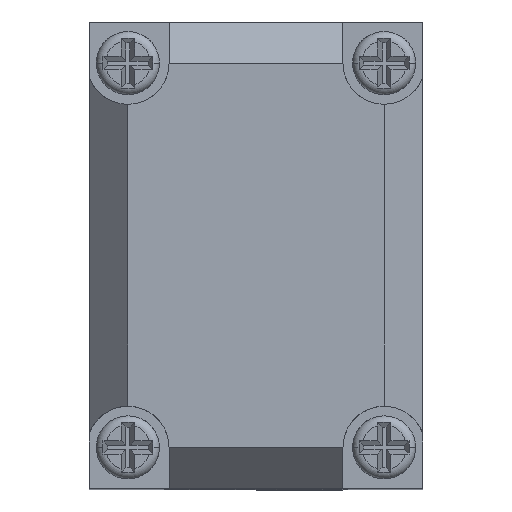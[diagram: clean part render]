
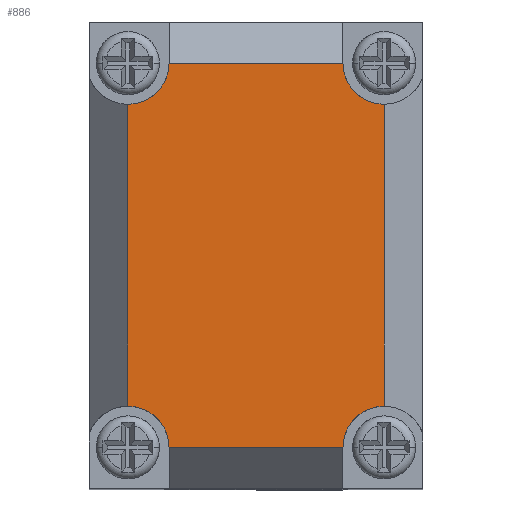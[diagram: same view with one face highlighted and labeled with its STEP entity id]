
A CAD part, top view. The second image highlights one B-rep face of the part: STEP entity #886.
In plain terms, the highlighted planar face has unit normal (0, 0, 1).
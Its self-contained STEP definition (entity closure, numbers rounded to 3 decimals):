
#886 = ADVANCED_FACE ( 'NONE', ( #5146 ), #4871, .T. ) ;
#3277 = EDGE_LOOP ( 'NONE', ( #3598, #3599, #3600, #3601, #3602, #3603, #3604, #3605 ) ) ;
#3598 = ORIENTED_EDGE ( 'NONE', *, *, #10591, .F. ) ;
#3599 = ORIENTED_EDGE ( 'NONE', *, *, #11468, .T. ) ;
#3600 = ORIENTED_EDGE ( 'NONE', *, *, #10583, .F. ) ;
#3601 = ORIENTED_EDGE ( 'NONE', *, *, #10595, .T. ) ;
#3602 = ORIENTED_EDGE ( 'NONE', *, *, #10549, .F. ) ;
#3603 = ORIENTED_EDGE ( 'NONE', *, *, #11487, .T. ) ;
#3604 = ORIENTED_EDGE ( 'NONE', *, *, #11514, .F. ) ;
#3605 = ORIENTED_EDGE ( 'NONE', *, *, #10528, .T. ) ;
#4012 = AXIS2_PLACEMENT_3D ( 'NONE', #4872, #4873, #4874 ) ;
#4105 = AXIS2_PLACEMENT_3D ( 'NONE', #5792, #5793, #5794 ) ;
#4116 = AXIS2_PLACEMENT_3D ( 'NONE', #5902, #5903, #5904 ) ;
#4118 = AXIS2_PLACEMENT_3D ( 'NONE', #5925, #5926, #5927 ) ;
#4871 = PLANE ( 'NONE',  #4012 ) ;
#4872 = CARTESIAN_POINT ( 'NONE',  ( -14., 21., 11.5 ) ) ;
#4873 = DIRECTION ( 'NONE',  ( 0., 0., 1. ) ) ;
#4874 = DIRECTION ( 'NONE',  ( 1., 0., 0. ) ) ;
#5146 = FACE_OUTER_BOUND ( 'NONE', #3277, .T. ) ;
#5290 = LINE ( 'NONE', #5741, #5291 ) ;
#5291 = VECTOR ( 'NONE', #5742, 1000. ) ;
#5324 = CIRCLE ( 'NONE', #4105, 4.5 ) ;
#5351 = CIRCLE ( 'NONE', #4116, 4.5 ) ;
#5361 = CIRCLE ( 'NONE', #4118, 4.5 ) ;
#5363 = LINE ( 'NONE', #5938, #5364 ) ;
#5364 = VECTOR ( 'NONE', #5939, 1000. ) ;
#5741 = CARTESIAN_POINT ( 'NONE',  ( 14., -21., 11.5 ) ) ;
#5742 = DIRECTION ( 'NONE',  ( 1., 0., 0. ) ) ;
#5792 = CARTESIAN_POINT ( 'NONE',  ( -14., 21., 11.5 ) ) ;
#5793 = DIRECTION ( 'NONE',  ( 0., 0., 1. ) ) ;
#5794 = DIRECTION ( 'NONE',  ( 1., 0., 0. ) ) ;
#5902 = CARTESIAN_POINT ( 'NONE',  ( 14., 21., 11.5 ) ) ;
#5903 = DIRECTION ( 'NONE',  ( 0., 0., 1. ) ) ;
#5904 = DIRECTION ( 'NONE',  ( -1., 0., 0. ) ) ;
#5925 = CARTESIAN_POINT ( 'NONE',  ( 14., -21., 11.5 ) ) ;
#5926 = DIRECTION ( 'NONE',  ( 0., 0., 1. ) ) ;
#5927 = DIRECTION ( 'NONE',  ( 1., 0., 0. ) ) ;
#5938 = CARTESIAN_POINT ( 'NONE',  ( 14., 21., 11.5 ) ) ;
#5939 = DIRECTION ( 'NONE',  ( -1., 0., 0. ) ) ;
#7565 = AXIS2_PLACEMENT_3D ( 'NONE', #8945, #8946, #8947 ) ;
#8073 = CARTESIAN_POINT ( 'NONE',  ( 14., -16.5, 11.5 ) ) ;
#8074 = CARTESIAN_POINT ( 'NONE',  ( 9.5, -21., 11.5 ) ) ;
#8075 = CARTESIAN_POINT ( 'NONE',  ( 14., 16.5, 11.5 ) ) ;
#8076 = CARTESIAN_POINT ( 'NONE',  ( 9.5, 21., 11.5 ) ) ;
#8077 = CARTESIAN_POINT ( 'NONE',  ( -9.5, 21., 11.5 ) ) ;
#8078 = CARTESIAN_POINT ( 'NONE',  ( -14., 16.5, 11.5 ) ) ;
#8079 = CARTESIAN_POINT ( 'NONE',  ( -14., -16.5, 11.5 ) ) ;
#8080 = CARTESIAN_POINT ( 'NONE',  ( -9.5, -21., 11.5 ) ) ;
#8510 = LINE ( 'NONE', #8817, #8511 ) ;
#8511 = VECTOR ( 'NONE', #8818, 1000. ) ;
#8543 = LINE ( 'NONE', #8861, #8544 ) ;
#8544 = VECTOR ( 'NONE', #8862, 1000. ) ;
#8571 = CIRCLE ( 'NONE', #7565, 4.5 ) ;
#8817 = CARTESIAN_POINT ( 'NONE',  ( 14., -21., 11.5 ) ) ;
#8818 = DIRECTION ( 'NONE',  ( 0., 1., 0. ) ) ;
#8861 = CARTESIAN_POINT ( 'NONE',  ( -14., -21., 11.5 ) ) ;
#8862 = DIRECTION ( 'NONE',  ( 0., -1., 0. ) ) ;
#8945 = CARTESIAN_POINT ( 'NONE',  ( -14., -21., 11.5 ) ) ;
#8946 = DIRECTION ( 'NONE',  ( 0., 0., 1. ) ) ;
#8947 = DIRECTION ( 'NONE',  ( -1., 0., 0. ) ) ;
#10528 = EDGE_CURVE ( 'NONE', #11133, #11127, #5290, .T. ) ;
#10549 = EDGE_CURVE ( 'NONE', #11131, #11130, #5324, .T. ) ;
#10583 = EDGE_CURVE ( 'NONE', #11129, #11128, #5351, .T. ) ;
#10591 = EDGE_CURVE ( 'NONE', #11126, #11127, #5361, .T. ) ;
#10595 = EDGE_CURVE ( 'NONE', #11129, #11130, #5363, .T. ) ;
#11126 = VERTEX_POINT ( 'NONE', #8073 ) ;
#11127 = VERTEX_POINT ( 'NONE', #8074 ) ;
#11128 = VERTEX_POINT ( 'NONE', #8075 ) ;
#11129 = VERTEX_POINT ( 'NONE', #8076 ) ;
#11130 = VERTEX_POINT ( 'NONE', #8077 ) ;
#11131 = VERTEX_POINT ( 'NONE', #8078 ) ;
#11132 = VERTEX_POINT ( 'NONE', #8079 ) ;
#11133 = VERTEX_POINT ( 'NONE', #8080 ) ;
#11468 = EDGE_CURVE ( 'NONE', #11126, #11128, #8510, .T. ) ;
#11487 = EDGE_CURVE ( 'NONE', #11131, #11132, #8543, .T. ) ;
#11514 = EDGE_CURVE ( 'NONE', #11133, #11132, #8571, .T. ) ;
